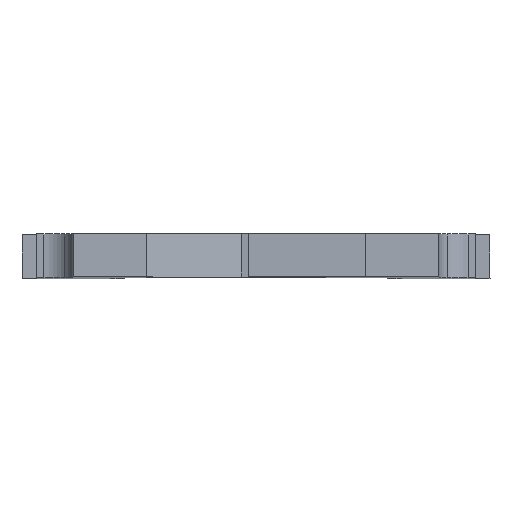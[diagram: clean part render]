
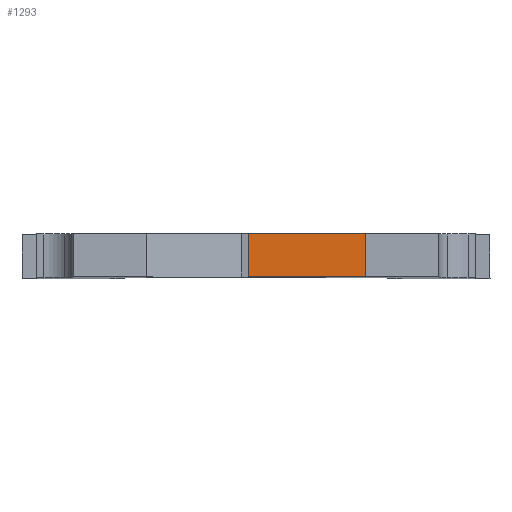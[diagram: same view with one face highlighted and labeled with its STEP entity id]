
A CAD part, top view. The second image highlights one B-rep face of the part: STEP entity #1293.
In plain terms, the highlighted planar face has unit normal (-0.021, 0, 1).
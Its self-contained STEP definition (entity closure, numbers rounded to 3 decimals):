
#11 = ORIENTED_EDGE ( 'NONE', *, *, #1945, .F. ) ;
#65 = VECTOR ( 'NONE', #1961, 1000. ) ;
#148 = VERTEX_POINT ( 'NONE', #1711 ) ;
#201 = LINE ( 'NONE', #459, #2494 ) ;
#409 = EDGE_CURVE ( 'NONE', #864, #148, #2214, .T. ) ;
#444 = DIRECTION ( 'NONE',  ( 1., 0., 0.021 ) ) ;
#459 = CARTESIAN_POINT ( 'NONE',  ( 0.75, -0.15, 3.5 ) ) ;
#492 = VERTEX_POINT ( 'NONE', #761 ) ;
#747 = FACE_OUTER_BOUND ( 'NONE', #1469, .T. ) ;
#761 = CARTESIAN_POINT ( 'NONE',  ( -0.051, -0.15, 3.483 ) ) ;
#784 = LINE ( 'NONE', #2128, #1730 ) ;
#811 = CARTESIAN_POINT ( 'NONE',  ( -0.051, -0.15, 3.483 ) ) ;
#864 = VERTEX_POINT ( 'NONE', #2450 ) ;
#1048 = EDGE_CURVE ( 'NONE', #492, #1145, #784, .T. ) ;
#1145 = VERTEX_POINT ( 'NONE', #2471 ) ;
#1177 = DIRECTION ( 'NONE',  ( 1., 0., 0.021 ) ) ;
#1293 = ADVANCED_FACE ( 'NONE', ( #747 ), #2287, .T. ) ;
#1422 = CARTESIAN_POINT ( 'NONE',  ( -0.051, 0.15, 3.483 ) ) ;
#1469 = EDGE_LOOP ( 'NONE', ( #2412, #11, #2110, #2479 ) ) ;
#1618 = CARTESIAN_POINT ( 'NONE',  ( -0.051, -0.15, 3.483 ) ) ;
#1711 = CARTESIAN_POINT ( 'NONE',  ( 0.75, 0.15, 3.5 ) ) ;
#1730 = VECTOR ( 'NONE', #1177, 1000. ) ;
#1808 = LINE ( 'NONE', #1618, #65 ) ;
#1945 = EDGE_CURVE ( 'NONE', #148, #1145, #201, .T. ) ;
#1961 = DIRECTION ( 'NONE',  ( 0., 1., 0. ) ) ;
#2093 = AXIS2_PLACEMENT_3D ( 'NONE', #811, #2488, #2353 ) ;
#2110 = ORIENTED_EDGE ( 'NONE', *, *, #409, .F. ) ;
#2128 = CARTESIAN_POINT ( 'NONE',  ( -0.051, -0.15, 3.483 ) ) ;
#2214 = LINE ( 'NONE', #1422, #2507 ) ;
#2287 = PLANE ( 'NONE',  #2093 ) ;
#2292 = EDGE_CURVE ( 'NONE', #492, #864, #1808, .T. ) ;
#2353 = DIRECTION ( 'NONE',  ( 0., 1., 0. ) ) ;
#2385 = DIRECTION ( 'NONE',  ( 0., -1., 0. ) ) ;
#2412 = ORIENTED_EDGE ( 'NONE', *, *, #1048, .T. ) ;
#2450 = CARTESIAN_POINT ( 'NONE',  ( -0.051, 0.15, 3.483 ) ) ;
#2471 = CARTESIAN_POINT ( 'NONE',  ( 0.75, -0.15, 3.5 ) ) ;
#2479 = ORIENTED_EDGE ( 'NONE', *, *, #2292, .F. ) ;
#2488 = DIRECTION ( 'NONE',  ( -0.021, 0., 1. ) ) ;
#2494 = VECTOR ( 'NONE', #2385, 1000. ) ;
#2507 = VECTOR ( 'NONE', #444, 1000. ) ;
